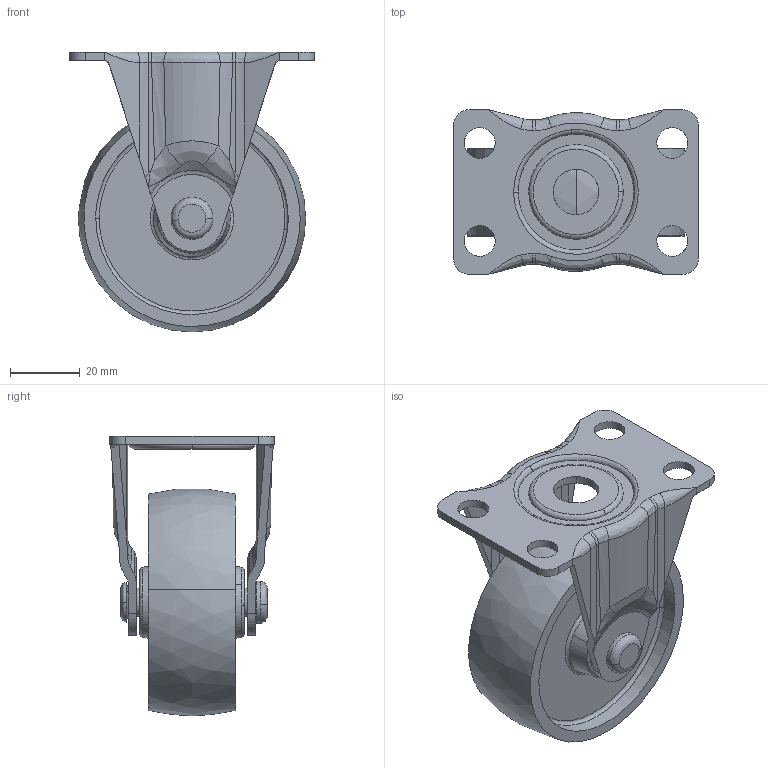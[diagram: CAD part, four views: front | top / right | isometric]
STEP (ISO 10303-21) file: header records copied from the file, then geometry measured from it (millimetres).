
FILE_DESCRIPTION((''),'2;1');
FILE_NAME('','2006-01-18T13:43:07',(''),(''),'','CADfix','');
FILE_SCHEMA(('AUTOMOTIVE_DESIGN'));
Length unit declared in the file: millimetre
Products named in the file (4): wheel; body; axle; No_420_R_C65_5_13168_36
Assembly tree (3 placements, depth 2):
  No_420_R_C65_5_13168_36
    wheel
    body
    axle
Bounding box: 70 x 47 x 80 mm (x, y, z)
Volume: 76613.3 mm3; surface area: 29060.2 mm2
Topology: 3 solids, 3 shells, 178 faces, 609 edges, 439 vertices
Faces by surface type: bspline 178
Entity records: 10948 total; most frequent: CARTESIAN_POINT 7374, ORIENTED_EDGE 1202, EDGE_CURVE 601, B_SPLINE_CURVE_WITH_KNOTS 440, VERTEX_POINT 439, EDGE_LOOP 204, FACE_OUTER_BOUND 178, ADVANCED_FACE 178
